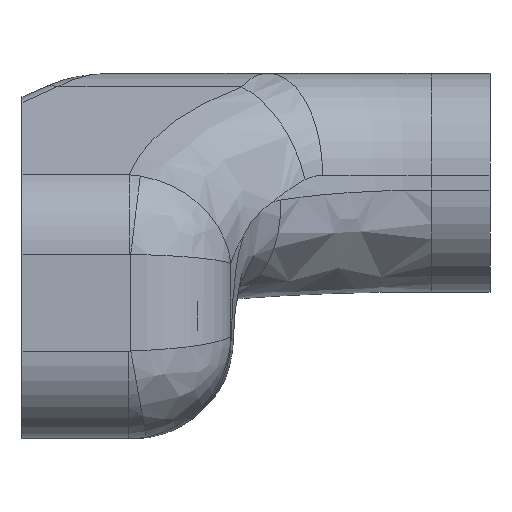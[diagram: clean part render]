
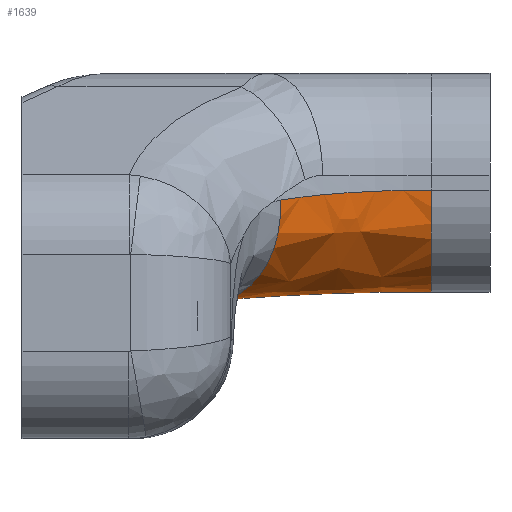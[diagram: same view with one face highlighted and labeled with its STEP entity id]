
A CAD part, front view. The second image highlights one B-rep face of the part: STEP entity #1639.
In plain terms, the highlighted free-form (B-spline) face has degree [3, 2] with [5, 3] control points.
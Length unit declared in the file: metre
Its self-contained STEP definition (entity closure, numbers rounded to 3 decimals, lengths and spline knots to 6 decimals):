
#25=(
BOUNDED_SURFACE()
B_SPLINE_SURFACE(3,2,((#3091,#3092,#3093),(#3094,#3095,#3096),(#3097,#3098,
#3099),(#3100,#3101,#3102),(#3103,#3104,#3105)),.UNSPECIFIED.,.F.,.F.,.F.)
B_SPLINE_SURFACE_WITH_KNOTS((4,1,4),(3,3),(2.312181,2.726887,
3.141593),(0.,1.),.UNSPECIFIED.)
GEOMETRIC_REPRESENTATION_ITEM()
RATIONAL_B_SPLINE_SURFACE(((1.,0.683,1.),(1.,0.679,
1.),(1.,0.673,1.),(1.,0.671,1.),(1.,0.671,
1.)))
REPRESENTATION_ITEM('')
SURFACE()
);
#99=CIRCLE('',#1823,0.0035);
#100=CIRCLE('',#1825,0.0035);
#695=ORIENTED_EDGE('',*,*,#1063,.T.);
#696=ORIENTED_EDGE('',*,*,#1038,.F.);
#697=ORIENTED_EDGE('',*,*,#1067,.F.);
#698=ORIENTED_EDGE('',*,*,#908,.F.);
#908=EDGE_CURVE('',#1155,#1156,#1284,.F.);
#1038=EDGE_CURVE('',#1253,#1245,#1303,.F.);
#1063=EDGE_CURVE('',#1155,#1245,#99,.T.);
#1067=EDGE_CURVE('',#1156,#1253,#100,.T.);
#1155=VERTEX_POINT('',#2412);
#1156=VERTEX_POINT('',#2414);
#1245=VERTEX_POINT('',#2713);
#1253=VERTEX_POINT('',#2745);
#1284=ELLIPSE('',#1705,0.010553,0.0105);
#1303=ELLIPSE('',#1803,0.007079,0.007);
#1392=EDGE_LOOP('',(#695,#696,#697,#698));
#1509=FACE_BOUND('',#1392,.T.);
#1639=ADVANCED_FACE('',(#1509),#25,.T.);
#1705=AXIS2_PLACEMENT_3D('',#2413,#1926,#1927);
#1803=AXIS2_PLACEMENT_3D('',#2746,#2173,#2174);
#1823=AXIS2_PLACEMENT_3D('',#3050,#2213,#2214);
#1825=AXIS2_PLACEMENT_3D('',#3106,#2217,#2218);
#1926=DIRECTION('',(0.,0.1,-0.995));
#1927=DIRECTION('',(0.,-0.995,-0.1));
#2173=DIRECTION('',(0.,-0.149,0.989));
#2174=DIRECTION('',(0.,-0.989,-0.149));
#2213=DIRECTION('',(-1.,0.,0.));
#2214=DIRECTION('',(0.,0.,1.));
#2217=DIRECTION('',(-0.673,-0.736,-0.074));
#2218=DIRECTION('',(0.738,-0.675,0.));
#2412=CARTESIAN_POINT('',(-0.052,-0.007173,-0.007978));
#2413=CARTESIAN_POINT('',(-0.052,-0.017673,-0.009032));
#2414=CARTESIAN_POINT('',(-0.059744,-0.010582,-0.00832));
#2713=CARTESIAN_POINT('',(-0.052,-0.011023,-0.004495));
#2745=CARTESIAN_POINT('',(-0.057163,-0.013296,-0.004838));
#2746=CARTESIAN_POINT('',(-0.052,-0.018023,-0.00555));
#3050=CARTESIAN_POINT('',(-0.052,-0.007523,-0.004495));
#3091=CARTESIAN_POINT('',(-0.059744,-0.010582,-0.00832));
#3092=CARTESIAN_POINT('',(-0.056976,-0.013092,-0.008572));
#3093=CARTESIAN_POINT('',(-0.057163,-0.013296,-0.004838));
#3094=CARTESIAN_POINT('',(-0.058764,-0.009512,-0.008213));
#3095=CARTESIAN_POINT('',(-0.056312,-0.012424,-0.008505));
#3096=CARTESIAN_POINT('',(-0.056509,-0.012582,-0.00473));
#3097=CARTESIAN_POINT('',(-0.056354,-0.007784,-0.008039));
#3098=CARTESIAN_POINT('',(-0.054734,-0.011379,-0.0084));
#3099=CARTESIAN_POINT('',(-0.054902,-0.01143,-0.004557));
#3100=CARTESIAN_POINT('',(-0.053451,-0.007173,-0.007978));
#3101=CARTESIAN_POINT('',(-0.052914,-0.011023,-0.008364));
#3102=CARTESIAN_POINT('',(-0.052968,-0.011023,-0.004495));
#3103=CARTESIAN_POINT('',(-0.052,-0.007173,-0.007978));
#3104=CARTESIAN_POINT('',(-0.052,-0.011023,-0.008364));
#3105=CARTESIAN_POINT('',(-0.052,-0.011023,-0.004495));
#3106=CARTESIAN_POINT('',(-0.059744,-0.010932,-0.004838));
